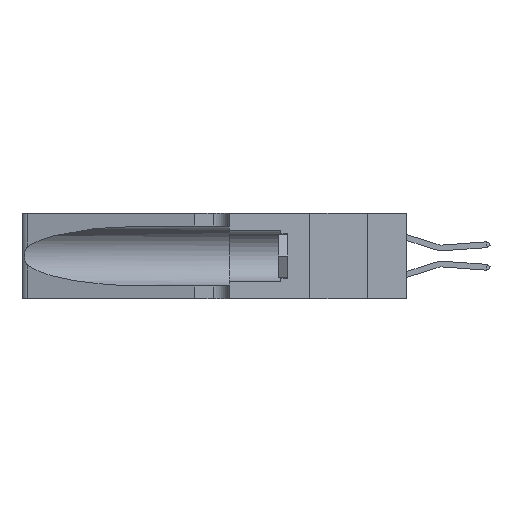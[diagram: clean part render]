
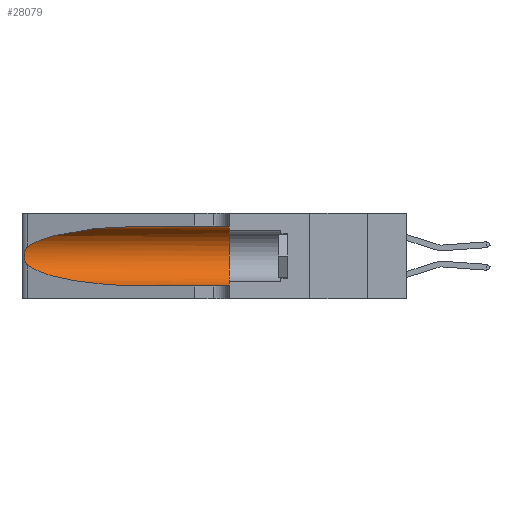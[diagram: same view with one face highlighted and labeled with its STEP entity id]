
A CAD part, left-side view. The second image highlights one B-rep face of the part: STEP entity #28079.
In plain terms, the highlighted cylindrical face has radius 3.308 mm (diameter 6.617 mm), a partial arc.
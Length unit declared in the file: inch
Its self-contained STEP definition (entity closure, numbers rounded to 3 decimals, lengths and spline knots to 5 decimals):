
#957 = CARTESIAN_POINT ( 'NONE',  ( 0.25487, 1.22718, 0.14631 ) ) ;
#1121 = ORIENTED_EDGE ( 'NONE', *, *, #5507, .T. ) ;
#1537 = CARTESIAN_POINT ( 'NONE',  ( 0.25789, 1.23486, 0.15765 ) ) ;
#1685 = FACE_OUTER_BOUND ( 'NONE', #24697, .T. ) ;
#1796 = AXIS2_PLACEMENT_3D ( 'NONE', #32629, #27491, #17071 ) ;
#1895 = CARTESIAN_POINT ( 'NONE',  ( 0.2373, 1.15595, 0.08982 ) ) ;
#3842 = CARTESIAN_POINT ( 'NONE',  ( 0.1305, 0.35, 0.31525 ) ) ;
#4243 = CARTESIAN_POINT ( 'NONE',  ( 0.25555, 1.22993, 0.14849 ) ) ;
#4250 = CARTESIAN_POINT ( 'NONE',  ( 0.1305, 1.61858, 0.05475 ) ) ;
#5221 = ORIENTED_EDGE ( 'NONE', *, *, #11001, .T. ) ;
#5245 = CARTESIAN_POINT ( 'NONE',  ( 0.1305, 1.61858, 0.31525 ) ) ;
#5360 = DIRECTION ( 'NONE',  ( 0., -1., 0. ) ) ;
#5507 = EDGE_CURVE ( 'NONE', #22968, #22799, #5752, .T. ) ;
#5752 =( BOUNDED_CURVE ( )  B_SPLINE_CURVE ( 3, ( #7267, #1895, #33339, #25687 ),
 .UNSPECIFIED., .F., .F. ) 
 B_SPLINE_CURVE_WITH_KNOTS ( ( 4, 4 ),
 ( 3.44316, 4.71239 ),
 .UNSPECIFIED. ) 
 CURVE ( )  GEOMETRIC_REPRESENTATION_ITEM ( )  RATIONAL_B_SPLINE_CURVE ( ( 1., 0.87, 0.87, 1. ) ) 
 REPRESENTATION_ITEM ( '' )  );
#6553 = CARTESIAN_POINT ( 'NONE',  ( 0.1305, 0.72297, 0.31525 ) ) ;
#6616 = VERTEX_POINT ( 'NONE', #32966 ) ;
#6798 = CARTESIAN_POINT ( 'NONE',  ( 0.25555, 1.22994, 0.2215 ) ) ;
#7267 = CARTESIAN_POINT ( 'NONE',  ( 0.25487, 1.22718, 0.14631 ) ) ;
#7660 = EDGE_CURVE ( 'NONE', #31547, #26978, #23568, .T. ) ;
#9458 = CARTESIAN_POINT ( 'NONE',  ( 0.25787, 1.23484, 0.2124 ) ) ;
#10920 = ORIENTED_EDGE ( 'NONE', *, *, #27299, .F. ) ;
#11001 = EDGE_CURVE ( 'NONE', #6616, #22968, #27695, .T. ) ;
#11471 = DIRECTION ( 'NONE',  ( 0., 1., 0. ) ) ;
#12128 = CARTESIAN_POINT ( 'NONE',  ( 0.26018, 1.23835, 0.19895 ) ) ;
#13977 = VERTEX_POINT ( 'NONE', #6553 ) ;
#14770 = CARTESIAN_POINT ( 'NONE',  ( 0.26075, 1.23896, 0.178 ) ) ;
#14897 = ORIENTED_EDGE ( 'NONE', *, *, #26321, .T. ) ;
#15964 = VECTOR ( 'NONE', #32989, 39.37008 ) ;
#17071 = DIRECTION ( 'NONE',  ( 0., 0., -1. ) ) ;
#17170 = CARTESIAN_POINT ( 'NONE',  ( 0.1305, 0.35, 0.05475 ) ) ;
#17422 = CARTESIAN_POINT ( 'NONE',  ( 0.25856, 1.23593, 0.16098 ) ) ;
#18330 = CARTESIAN_POINT ( 'NONE',  ( 0.1305, 0.72297, 0.31525 ) ) ;
#18438 = CARTESIAN_POINT ( 'NONE',  ( 0.25487, 1.22718, 0.22369 ) ) ;
#18704 = ORIENTED_EDGE ( 'NONE', *, *, #7660, .F. ) ;
#20059 = CARTESIAN_POINT ( 'NONE',  ( 0.25639, 1.23186, 0.15144 ) ) ;
#21215 = VECTOR ( 'NONE', #5360, 39.37008 ) ;
#21961 = CYLINDRICAL_SURFACE ( 'NONE', #1796, 0.13025 ) ;
#22565 = CARTESIAN_POINT ( 'NONE',  ( 0.25487, 1.22718, 0.22369 ) ) ;
#22673 = CARTESIAN_POINT ( 'NONE',  ( 0.25487, 1.22718, 0.14631 ) ) ;
#22799 = VERTEX_POINT ( 'NONE', #29175 ) ;
#22968 = VERTEX_POINT ( 'NONE', #957 ) ;
#23568 = CIRCLE ( 'NONE', #26855, 0.13025 ) ;
#24697 = EDGE_LOOP ( 'NONE', ( #25116, #5221, #1121, #14897, #18704, #10920 ) ) ;
#25116 = ORIENTED_EDGE ( 'NONE', *, *, #28404, .T. ) ;
#25151 =( BOUNDED_CURVE ( )  B_SPLINE_CURVE ( 3, ( #18330, #26237, #34012, #18438 ),
 .UNSPECIFIED., .F., .T. ) 
 B_SPLINE_CURVE_WITH_KNOTS ( ( 4, 4 ),
 ( 1.5708, 2.84003 ),
 .UNSPECIFIED. ) 
 CURVE ( )  GEOMETRIC_REPRESENTATION_ITEM ( )  RATIONAL_B_SPLINE_CURVE ( ( 1., 0.87, 0.87, 1. ) ) 
 REPRESENTATION_ITEM ( '' )  );
#25211 = CARTESIAN_POINT ( 'NONE',  ( 0.25639, 1.23184, 0.21858 ) ) ;
#25687 = CARTESIAN_POINT ( 'NONE',  ( 0.1305, 0.72297, 0.05475 ) ) ;
#26237 = CARTESIAN_POINT ( 'NONE',  ( 0.18966, 0.96281, 0.31525 ) ) ;
#26321 = EDGE_CURVE ( 'NONE', #22799, #26978, #29837, .T. ) ;
#26855 = AXIS2_PLACEMENT_3D ( 'NONE', #27206, #11471, #29782 ) ;
#26978 = VERTEX_POINT ( 'NONE', #17170 ) ;
#27206 = CARTESIAN_POINT ( 'NONE',  ( 0.1305, 0.35, 0.185 ) ) ;
#27299 = EDGE_CURVE ( 'NONE', #13977, #31547, #33370, .T. ) ;
#27491 = DIRECTION ( 'NONE',  ( 0., -1., 0. ) ) ;
#27695 = B_SPLINE_CURVE_WITH_KNOTS ( 'NONE', 3,
 ( #22565, #6798, #25211, #9458, #27852, #12128, #30413, #14770, #32984, #17422, #1537, #20059, #4243, #22673 ),
 .UNSPECIFIED., .F., .F.,
 ( 4, 2, 2, 2, 2, 2, 4 ),
 ( 0., 0.00027, 0.00053, 0.00107, 0.0016, 0.00187, 0.00214 ),
 .UNSPECIFIED. ) ;
#27852 = CARTESIAN_POINT ( 'NONE',  ( 0.25854, 1.2359, 0.20912 ) ) ;
#28079 = ADVANCED_FACE ( 'NONE', ( #1685 ), #21961, .F. ) ;
#28404 = EDGE_CURVE ( 'NONE', #13977, #6616, #25151, .T. ) ;
#29175 = CARTESIAN_POINT ( 'NONE',  ( 0.1305, 0.72297, 0.05475 ) ) ;
#29782 = DIRECTION ( 'NONE',  ( 0., 0., 1. ) ) ;
#29837 = LINE ( 'NONE', #4250, #15964 ) ;
#30413 = CARTESIAN_POINT ( 'NONE',  ( 0.26075, 1.23896, 0.19203 ) ) ;
#31547 = VERTEX_POINT ( 'NONE', #3842 ) ;
#32629 = CARTESIAN_POINT ( 'NONE',  ( 0.1305, 1.61858, 0.185 ) ) ;
#32966 = CARTESIAN_POINT ( 'NONE',  ( 0.25487, 1.22718, 0.22369 ) ) ;
#32984 = CARTESIAN_POINT ( 'NONE',  ( 0.26017, 1.23833, 0.17102 ) ) ;
#32989 = DIRECTION ( 'NONE',  ( 0., -1., 0. ) ) ;
#33339 = CARTESIAN_POINT ( 'NONE',  ( 0.18966, 0.96281, 0.05475 ) ) ;
#33370 = LINE ( 'NONE', #5245, #21215 ) ;
#34012 = CARTESIAN_POINT ( 'NONE',  ( 0.2373, 1.15595, 0.28018 ) ) ;
